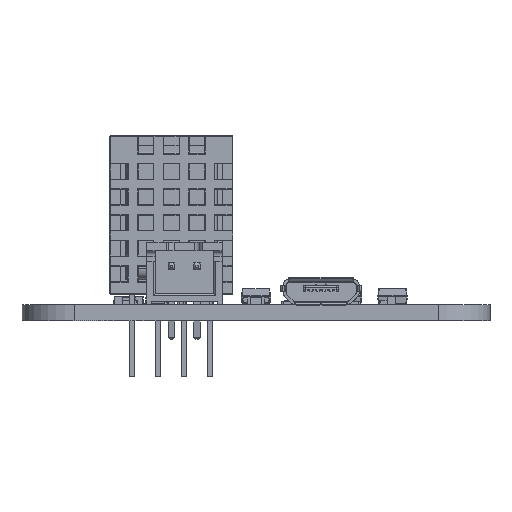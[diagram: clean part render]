
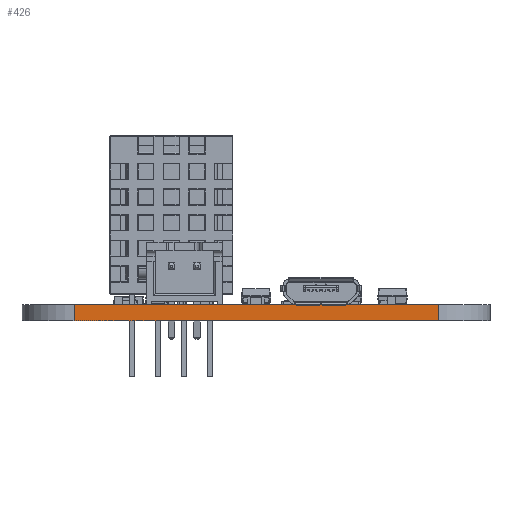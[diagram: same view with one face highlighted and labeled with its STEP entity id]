
A CAD part, front view. The second image highlights one B-rep face of the part: STEP entity #426.
In plain terms, the highlighted planar face has unit normal (0, -1, 0).
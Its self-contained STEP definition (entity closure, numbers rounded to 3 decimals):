
#366 = VERTEX_POINT('',#367);
#367 = CARTESIAN_POINT('',(124.46,-139.7,-1.6));
#374 = EDGE_CURVE('',#375,#366,#377,.T.);
#375 = VERTEX_POINT('',#376);
#376 = CARTESIAN_POINT('',(124.46,-139.7,0.));
#377 = LINE('',#378,#379);
#378 = CARTESIAN_POINT('',(124.46,-139.7,0.));
#379 = VECTOR('',#380,1.);
#380 = DIRECTION('',(0.,0.,-1.));
#426 = ADVANCED_FACE('',(#427),#452,.T.);
#427 = FACE_BOUND('',#428,.T.);
#428 = EDGE_LOOP('',(#429,#430,#438,#446));
#429 = ORIENTED_EDGE('',*,*,#374,.T.);
#430 = ORIENTED_EDGE('',*,*,#431,.T.);
#431 = EDGE_CURVE('',#366,#432,#434,.T.);
#432 = VERTEX_POINT('',#433);
#433 = CARTESIAN_POINT('',(160.02,-139.7,-1.6));
#434 = LINE('',#435,#436);
#435 = CARTESIAN_POINT('',(124.46,-139.7,-1.6));
#436 = VECTOR('',#437,1.);
#437 = DIRECTION('',(1.,0.,0.));
#438 = ORIENTED_EDGE('',*,*,#439,.F.);
#439 = EDGE_CURVE('',#440,#432,#442,.T.);
#440 = VERTEX_POINT('',#441);
#441 = CARTESIAN_POINT('',(160.02,-139.7,0.));
#442 = LINE('',#443,#444);
#443 = CARTESIAN_POINT('',(160.02,-139.7,0.));
#444 = VECTOR('',#445,1.);
#445 = DIRECTION('',(0.,0.,-1.));
#446 = ORIENTED_EDGE('',*,*,#447,.F.);
#447 = EDGE_CURVE('',#375,#440,#448,.T.);
#448 = LINE('',#449,#450);
#449 = CARTESIAN_POINT('',(124.46,-139.7,0.));
#450 = VECTOR('',#451,1.);
#451 = DIRECTION('',(1.,0.,0.));
#452 = PLANE('',#453);
#453 = AXIS2_PLACEMENT_3D('',#454,#455,#456);
#454 = CARTESIAN_POINT('',(124.46,-139.7,0.));
#455 = DIRECTION('',(0.,-1.,-0.));
#456 = DIRECTION('',(1.,0.,0.));
